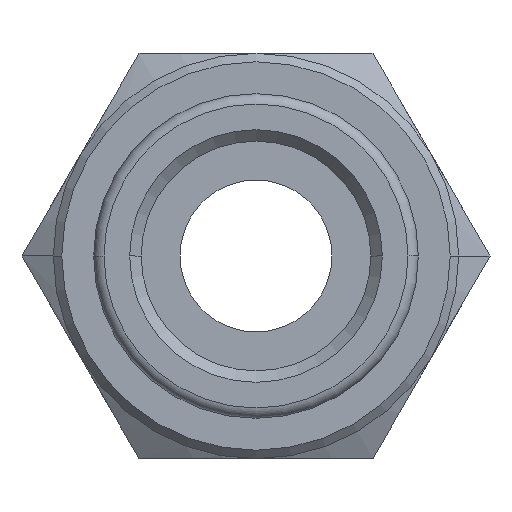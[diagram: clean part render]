
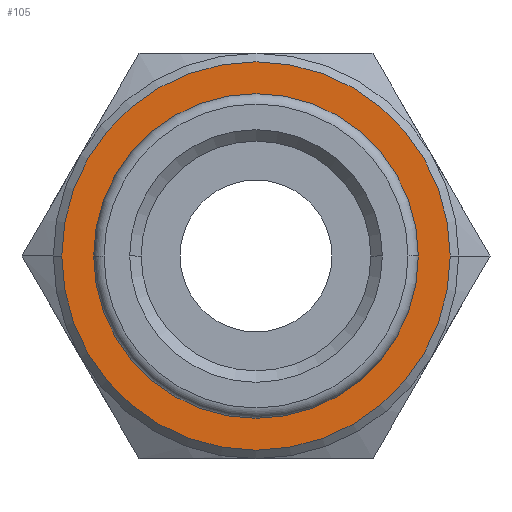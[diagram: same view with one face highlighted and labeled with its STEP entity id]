
A CAD part, front view. The second image highlights one B-rep face of the part: STEP entity #105.
In plain terms, the highlighted planar face has unit normal (0, -1, 0).
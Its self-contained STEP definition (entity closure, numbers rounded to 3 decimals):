
#105=ADVANCED_FACE('',(#266,#267),#268,.T.);
#266=FACE_BOUND('',#487,.T.);
#267=FACE_OUTER_BOUND('',#488,.T.);
#268=PLANE('',#489);
#487=EDGE_LOOP('',(#735,#736));
#488=EDGE_LOOP('',(#737,#738));
#489=AXIS2_PLACEMENT_3D('',#739,#740,#741);
#735=ORIENTED_EDGE('',*,*,#1276,.T.);
#736=ORIENTED_EDGE('',*,*,#1277,.T.);
#737=ORIENTED_EDGE('',*,*,#1265,.F.);
#738=ORIENTED_EDGE('',*,*,#1278,.F.);
#739=CARTESIAN_POINT('',(5.75,3.6,0.0));
#740=DIRECTION('',(0.,-1.0,0.0));
#741=DIRECTION('',(-1.0,0.,0.0));
#1265=EDGE_CURVE('',#1490,#1493,#1494,.T.);
#1276=EDGE_CURVE('',#1512,#1513,#1514,.T.);
#1277=EDGE_CURVE('',#1513,#1512,#1515,.T.);
#1278=EDGE_CURVE('',#1493,#1490,#1516,.T.);
#1490=VERTEX_POINT('',#1842);
#1493=VERTEX_POINT('',#1846);
#1494=CIRCLE('',#1847,11.5);
#1512=VERTEX_POINT('',#1912);
#1513=VERTEX_POINT('',#1913);
#1514=CIRCLE('',#1914,9.0);
#1515=CIRCLE('',#1915,9.0);
#1516=CIRCLE('',#1916,11.5);
#1842=CARTESIAN_POINT('',(11.5,3.6,0.0));
#1846=CARTESIAN_POINT('',(-11.5,3.6,0.));
#1847=AXIS2_PLACEMENT_3D('',#2368,#2369,#2370);
#1912=CARTESIAN_POINT('',(-9.0,3.6,0.));
#1913=CARTESIAN_POINT('',(9.0,3.6,0.));
#1914=AXIS2_PLACEMENT_3D('',#2377,#2378,#2379);
#1915=AXIS2_PLACEMENT_3D('',#2380,#2381,#2382);
#1916=AXIS2_PLACEMENT_3D('',#2383,#2384,#2385);
#2368=CARTESIAN_POINT('',(0.0,3.6,0.0));
#2369=DIRECTION('',(-0.0,1.0,0.0));
#2370=DIRECTION('',(1.0,0.0,0.0));
#2377=CARTESIAN_POINT('',(0.0,3.6,0.0));
#2378=DIRECTION('',(0.,1.0,0.0));
#2379=DIRECTION('',(1.0,0.,0.0));
#2380=CARTESIAN_POINT('',(0.0,3.6,0.0));
#2381=DIRECTION('',(0.,1.0,0.0));
#2382=DIRECTION('',(1.0,0.,0.0));
#2383=CARTESIAN_POINT('',(0.0,3.6,0.0));
#2384=DIRECTION('',(-0.0,1.0,0.0));
#2385=DIRECTION('',(1.0,0.0,0.0));
